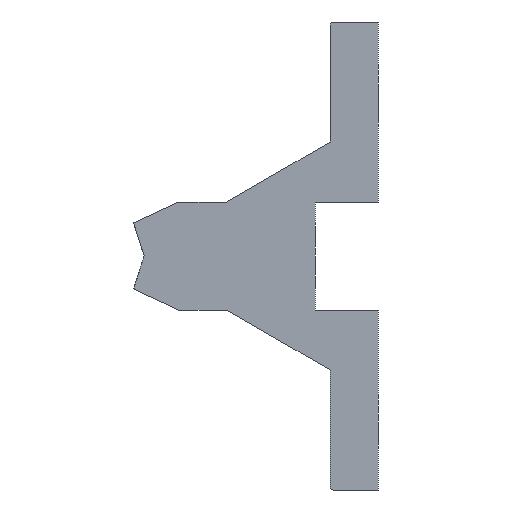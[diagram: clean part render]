
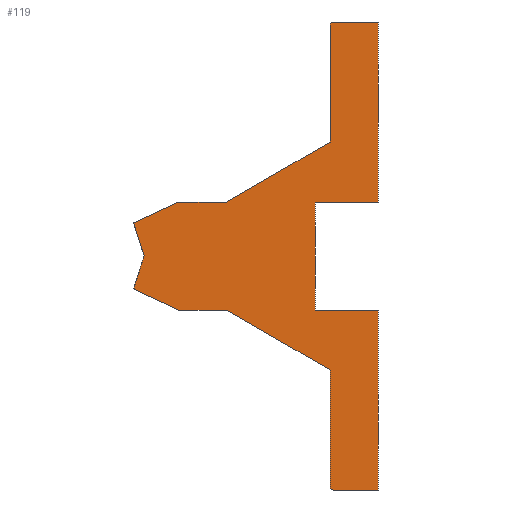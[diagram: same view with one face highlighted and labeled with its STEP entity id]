
A CAD part, left-side view. The second image highlights one B-rep face of the part: STEP entity #119.
In plain terms, the highlighted planar face has unit normal (-1, 0, 0).
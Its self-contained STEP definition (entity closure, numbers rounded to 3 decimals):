
#119 = ADVANCED_FACE( '', ( #224 ), #225, .F. );
#224 = FACE_OUTER_BOUND( '', #329, .T. );
#225 = PLANE( '', #330 );
#329 = EDGE_LOOP( '', ( #696, #697, #698, #699, #700, #701, #702, #703, #704, #705, #706, #707, #708, #709, #710, #711, #712, #713, #714 ) );
#330 = AXIS2_PLACEMENT_3D( '', #715, #716, #717 );
#696 = ORIENTED_EDGE( '', *, *, #843, .F. );
#697 = ORIENTED_EDGE( '', *, *, #794, .F. );
#698 = ORIENTED_EDGE( '', *, *, #798, .F. );
#699 = ORIENTED_EDGE( '', *, *, #801, .F. );
#700 = ORIENTED_EDGE( '', *, *, #804, .F. );
#701 = ORIENTED_EDGE( '', *, *, #807, .F. );
#702 = ORIENTED_EDGE( '', *, *, #810, .F. );
#703 = ORIENTED_EDGE( '', *, *, #811, .F. );
#704 = ORIENTED_EDGE( '', *, *, #790, .F. );
#705 = ORIENTED_EDGE( '', *, *, #814, .F. );
#706 = ORIENTED_EDGE( '', *, *, #817, .F. );
#707 = ORIENTED_EDGE( '', *, *, #820, .F. );
#708 = ORIENTED_EDGE( '', *, *, #823, .F. );
#709 = ORIENTED_EDGE( '', *, *, #826, .F. );
#710 = ORIENTED_EDGE( '', *, *, #829, .F. );
#711 = ORIENTED_EDGE( '', *, *, #832, .F. );
#712 = ORIENTED_EDGE( '', *, *, #835, .F. );
#713 = ORIENTED_EDGE( '', *, *, #838, .F. );
#714 = ORIENTED_EDGE( '', *, *, #841, .F. );
#715 = CARTESIAN_POINT( '', ( 0., 0., 0. ) );
#716 = DIRECTION( '', ( 1., 0., 0. ) );
#717 = DIRECTION( '', ( 0., 0., -1. ) );
#790 = EDGE_CURVE( '', #960, #962, #963, .T. );
#794 = EDGE_CURVE( '', #968, #970, #971, .T. );
#798 = EDGE_CURVE( '', #975, #968, #977, .T. );
#801 = EDGE_CURVE( '', #980, #975, #982, .T. );
#804 = EDGE_CURVE( '', #985, #980, #987, .T. );
#807 = EDGE_CURVE( '', #990, #985, #992, .T. );
#810 = EDGE_CURVE( '', #994, #990, #996, .T. );
#811 = EDGE_CURVE( '', #962, #994, #997, .T. );
#814 = EDGE_CURVE( '', #1000, #960, #1002, .T. );
#817 = EDGE_CURVE( '', #1005, #1000, #1007, .T. );
#820 = EDGE_CURVE( '', #1010, #1005, #1012, .T. );
#823 = EDGE_CURVE( '', #1015, #1010, #1017, .T. );
#826 = EDGE_CURVE( '', #1020, #1015, #1022, .T. );
#829 = EDGE_CURVE( '', #1025, #1020, #1027, .T. );
#832 = EDGE_CURVE( '', #1030, #1025, #1032, .T. );
#835 = EDGE_CURVE( '', #1035, #1030, #1037, .T. );
#838 = EDGE_CURVE( '', #1040, #1035, #1042, .T. );
#841 = EDGE_CURVE( '', #1045, #1040, #1047, .T. );
#843 = EDGE_CURVE( '', #970, #1045, #1049, .T. );
#960 = VERTEX_POINT( '', #1195 );
#962 = VERTEX_POINT( '', #1198 );
#963 = LINE( '', #1199, #1200 );
#968 = VERTEX_POINT( '', #1207 );
#970 = VERTEX_POINT( '', #1210 );
#971 = LINE( '', #1211, #1212 );
#975 = VERTEX_POINT( '', #1217 );
#977 = CIRCLE( '', #1220, 0.5 );
#980 = VERTEX_POINT( '', #1224 );
#982 = LINE( '', #1227, #1228 );
#985 = VERTEX_POINT( '', #1232 );
#987 = LINE( '', #1235, #1236 );
#990 = VERTEX_POINT( '', #1240 );
#992 = LINE( '', #1243, #1244 );
#994 = VERTEX_POINT( '', #1247 );
#996 = LINE( '', #1250, #1251 );
#997 = LINE( '', #1252, #1253 );
#1000 = VERTEX_POINT( '', #1257 );
#1002 = LINE( '', #1260, #1261 );
#1005 = VERTEX_POINT( '', #1265 );
#1007 = LINE( '', #1268, #1269 );
#1010 = VERTEX_POINT( '', #1273 );
#1012 = LINE( '', #1276, #1277 );
#1015 = VERTEX_POINT( '', #1281 );
#1017 = LINE( '', #1284, #1285 );
#1020 = VERTEX_POINT( '', #1288 );
#1022 = CIRCLE( '', #1291, 0.5 );
#1025 = VERTEX_POINT( '', #1295 );
#1027 = LINE( '', #1298, #1299 );
#1030 = VERTEX_POINT( '', #1303 );
#1032 = LINE( '', #1306, #1307 );
#1035 = VERTEX_POINT( '', #1311 );
#1037 = LINE( '', #1314, #1315 );
#1040 = VERTEX_POINT( '', #1319 );
#1042 = LINE( '', #1322, #1323 );
#1045 = VERTEX_POINT( '', #1327 );
#1047 = LINE( '', #1330, #1331 );
#1049 = LINE( '', #1334, #1335 );
#1195 = CARTESIAN_POINT( '', ( 0., 40.764, -5.5 ) );
#1198 = CARTESIAN_POINT( '', ( 0., 39.029, 0. ) );
#1199 = CARTESIAN_POINT( '', ( 0., 40.764, -5.5 ) );
#1200 = VECTOR( '', #1492, 1. );
#1207 = CARTESIAN_POINT( '', ( 0., 7.5, 39. ) );
#1210 = CARTESIAN_POINT( '', ( 0., 0., 39. ) );
#1211 = CARTESIAN_POINT( '', ( 0., 7.5, 39. ) );
#1212 = VECTOR( '', #1496, 1. );
#1217 = CARTESIAN_POINT( '', ( 0., 8., 38.5 ) );
#1220 = AXIS2_PLACEMENT_3D( '', #1502, #1503, #1504 );
#1224 = CARTESIAN_POINT( '', ( 0., 8., 19. ) );
#1227 = CARTESIAN_POINT( '', ( 0., 8., 19. ) );
#1228 = VECTOR( '', #1507, 1. );
#1232 = CARTESIAN_POINT( '', ( 0., 25.321, 9. ) );
#1235 = CARTESIAN_POINT( '', ( 0., 25.321, 9. ) );
#1236 = VECTOR( '', #1510, 1. );
#1240 = CARTESIAN_POINT( '', ( 0., 33.258, 9. ) );
#1243 = CARTESIAN_POINT( '', ( 0., 33.258, 9. ) );
#1244 = VECTOR( '', #1513, 1. );
#1247 = CARTESIAN_POINT( '', ( 0., 40.764, 5.5 ) );
#1250 = CARTESIAN_POINT( '', ( 0., 40.764, 5.5 ) );
#1251 = VECTOR( '', #1516, 1. );
#1252 = CARTESIAN_POINT( '', ( 0., 39.029, 0. ) );
#1253 = VECTOR( '', #1517, 1. );
#1257 = CARTESIAN_POINT( '', ( 0., 33.258, -9. ) );
#1260 = CARTESIAN_POINT( '', ( 0., 33.258, -9. ) );
#1261 = VECTOR( '', #1520, 1. );
#1265 = CARTESIAN_POINT( '', ( 0., 25.321, -9. ) );
#1268 = CARTESIAN_POINT( '', ( 0., 25.321, -9. ) );
#1269 = VECTOR( '', #1523, 1. );
#1273 = CARTESIAN_POINT( '', ( 0., 8., -19. ) );
#1276 = CARTESIAN_POINT( '', ( 0., 8., -19. ) );
#1277 = VECTOR( '', #1526, 1. );
#1281 = CARTESIAN_POINT( '', ( 0., 8., -38.5 ) );
#1284 = CARTESIAN_POINT( '', ( 0., 8., -38.5 ) );
#1285 = VECTOR( '', #1529, 1. );
#1288 = CARTESIAN_POINT( '', ( 0., 7.5, -39. ) );
#1291 = AXIS2_PLACEMENT_3D( '', #1534, #1535, #1536 );
#1295 = CARTESIAN_POINT( '', ( 0., 0., -39. ) );
#1298 = CARTESIAN_POINT( '', ( 0., 0., -39. ) );
#1299 = VECTOR( '', #1539, 1. );
#1303 = CARTESIAN_POINT( '', ( 0., 0., -9. ) );
#1306 = CARTESIAN_POINT( '', ( 0., 0., -9. ) );
#1307 = VECTOR( '', #1542, 1. );
#1311 = CARTESIAN_POINT( '', ( 0., 10.5, -9. ) );
#1314 = CARTESIAN_POINT( '', ( 0., 10.5, -9. ) );
#1315 = VECTOR( '', #1545, 1. );
#1319 = CARTESIAN_POINT( '', ( 0., 10.5, 9. ) );
#1322 = CARTESIAN_POINT( '', ( 0., 10.5, 9. ) );
#1323 = VECTOR( '', #1548, 1. );
#1327 = CARTESIAN_POINT( '', ( 0., 0., 9. ) );
#1330 = CARTESIAN_POINT( '', ( 0., 0., 9. ) );
#1331 = VECTOR( '', #1551, 1. );
#1334 = CARTESIAN_POINT( '', ( 0., 0., 39. ) );
#1335 = VECTOR( '', #1553, 1. );
#1492 = DIRECTION( '', ( 0., -0.301, 0.954 ) );
#1496 = DIRECTION( '', ( 0., -1., 0. ) );
#1502 = CARTESIAN_POINT( '', ( 0., 7.5, 38.5 ) );
#1503 = DIRECTION( '', ( 1., 0., 0. ) );
#1504 = DIRECTION( '', ( 0., 1., 0. ) );
#1507 = DIRECTION( '', ( 0., 0., 1. ) );
#1510 = DIRECTION( '', ( 0., -0.866, 0.5 ) );
#1513 = DIRECTION( '', ( 0., -1., 0. ) );
#1516 = DIRECTION( '', ( 0., -0.906, 0.423 ) );
#1517 = DIRECTION( '', ( 0., 0.301, 0.954 ) );
#1520 = DIRECTION( '', ( 0., 0.906, 0.423 ) );
#1523 = DIRECTION( '', ( 0., 1., 0. ) );
#1526 = DIRECTION( '', ( 0., 0.866, 0.5 ) );
#1529 = DIRECTION( '', ( 0., 0., 1. ) );
#1534 = CARTESIAN_POINT( '', ( 0., 7.5, -38.5 ) );
#1535 = DIRECTION( '', ( 1., 0., 0. ) );
#1536 = DIRECTION( '', ( 0., 0., -1. ) );
#1539 = DIRECTION( '', ( 0., 1., 0. ) );
#1542 = DIRECTION( '', ( 0., 0., -1. ) );
#1545 = DIRECTION( '', ( 0., -1., 0. ) );
#1548 = DIRECTION( '', ( 0., 0., -1. ) );
#1551 = DIRECTION( '', ( 0., 1., 0. ) );
#1553 = DIRECTION( '', ( 0., 0., -1. ) );
